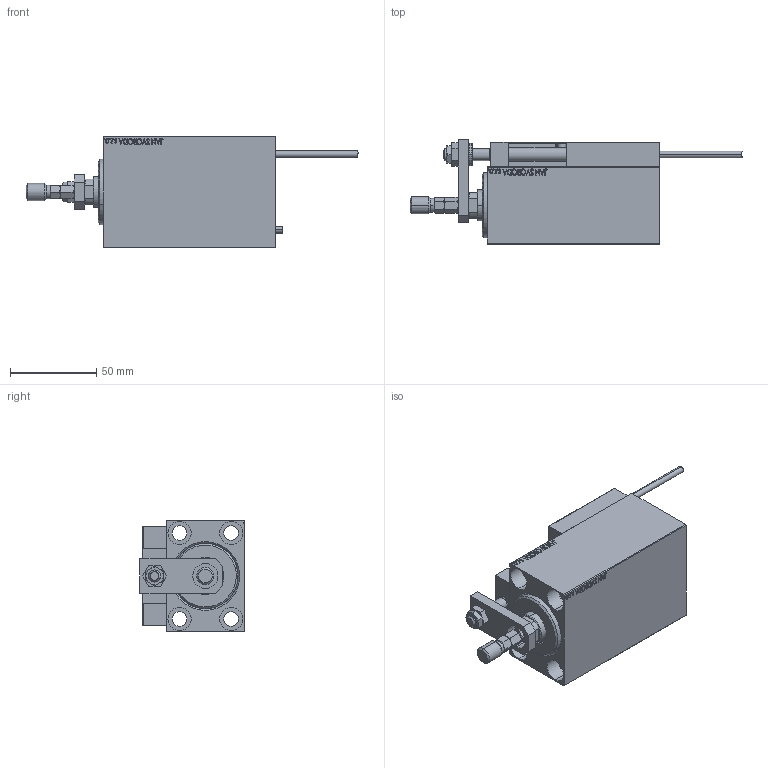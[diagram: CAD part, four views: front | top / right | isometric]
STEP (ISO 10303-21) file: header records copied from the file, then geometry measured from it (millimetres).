
FILE_DESCRIPTION (( 'STEP AP203' ), '1' );
FILE_NAME ('b6f0.STEP', '2021-04-19T09:15:22', ( '' ), ( '' ), 'SwSTEP 2.0', 'SolidWorks 2019', '' );
FILE_SCHEMA (( 'CONFIG_CONTROL_DESIGN' ));
Length unit declared in the file: millimetre
Products named in the file (17): V450CM_C_VCP 11b53f151d1c7d8fbb1b5e45e2b9879a; ZARAZKA 11b53f151d1c7d8fbb1b5e45e2b9879a; NUT_D12 11b53f151d1c7d8fbb1b5e45e2b9879a; Block 11b53f151d1c7d8fbb1b5e45e2b9879a; X_Y_MTA 11b53f151d1c7d8fbb1b5e45e2b9879a; NUT_D10 11b53f151d1c7d8fbb1b5e45e2b9879a; ALLEN BOLT D5 11b53f151d1c7d8fbb1b5e45e2b9879a; SWITCH X 11b53f151d1c7d8fbb1b5e45e2b9879a; KONCOVKA 11b53f151d1c7d8fbb1b5e45e2b9879a; V450CM_C 11b53f151d1c7d8fbb1b5e45e2b9879a; TYC_L79 11b53f151d1c7d8fbb1b5e45e2b9879a; SWITCH_X_FRONT_BACK 11b53f151d1c7d8fbb1b5e45e2b9879a; SWITCH DIM B,W 11b53f151d1c7d8fbb1b5e45e2b9879a; MAGNET 11b53f151d1c7d8fbb1b5e45e2b9879a; b6f0; V450CM_VC_B 11b53f151d1c7d8fbb1b5e45e2b9879a; ALLEN BOLT D8 11b53f151d1c7d8fbb1b5e45e2b9879a
Assembly tree (26 placements, depth 3):
  b6f0
    V450CM_C 11b53f151d1c7d8fbb1b5e45e2b9879a
    SWITCH X 11b53f151d1c7d8fbb1b5e45e2b9879a
      SWITCH_X_FRONT_BACK 11b53f151d1c7d8fbb1b5e45e2b9879a  x2
      TYC_L79 11b53f151d1c7d8fbb1b5e45e2b9879a
      Block 11b53f151d1c7d8fbb1b5e45e2b9879a  x2
      ALLEN BOLT D5 11b53f151d1c7d8fbb1b5e45e2b9879a  x4
      ALLEN BOLT D8 11b53f151d1c7d8fbb1b5e45e2b9879a  x4
      MAGNET 11b53f151d1c7d8fbb1b5e45e2b9879a  x2
      KONCOVKA 11b53f151d1c7d8fbb1b5e45e2b9879a  x2
    NUT_D12 11b53f151d1c7d8fbb1b5e45e2b9879a
    SWITCH DIM B,W 11b53f151d1c7d8fbb1b5e45e2b9879a
    ZARAZKA 11b53f151d1c7d8fbb1b5e45e2b9879a
    NUT_D10 11b53f151d1c7d8fbb1b5e45e2b9879a
    V450CM_C_VCP 11b53f151d1c7d8fbb1b5e45e2b9879a
    V450CM_VC_B 11b53f151d1c7d8fbb1b5e45e2b9879a
    X_Y_MTA 11b53f151d1c7d8fbb1b5e45e2b9879a
Bounding box: 193 x 60.5 x 65 mm (x, y, z)
Volume: 300401.3 mm3; surface area: 86546.6 mm2
Topology: 25 solids, 25 shells, 1345 faces, 3205 edges, 2038 vertices
Faces by surface type: plane 582, bspline 380, cylinder 194, cone 141, torus 44, sphere 4
Entity records: 52429 total; most frequent: CARTESIAN_POINT 26687, ORIENTED_EDGE 5430, DIRECTION 3700, EDGE_CURVE 2715, VERTEX_POINT 1762, LINE 1522, VECTOR 1522, EDGE_LOOP 1257
